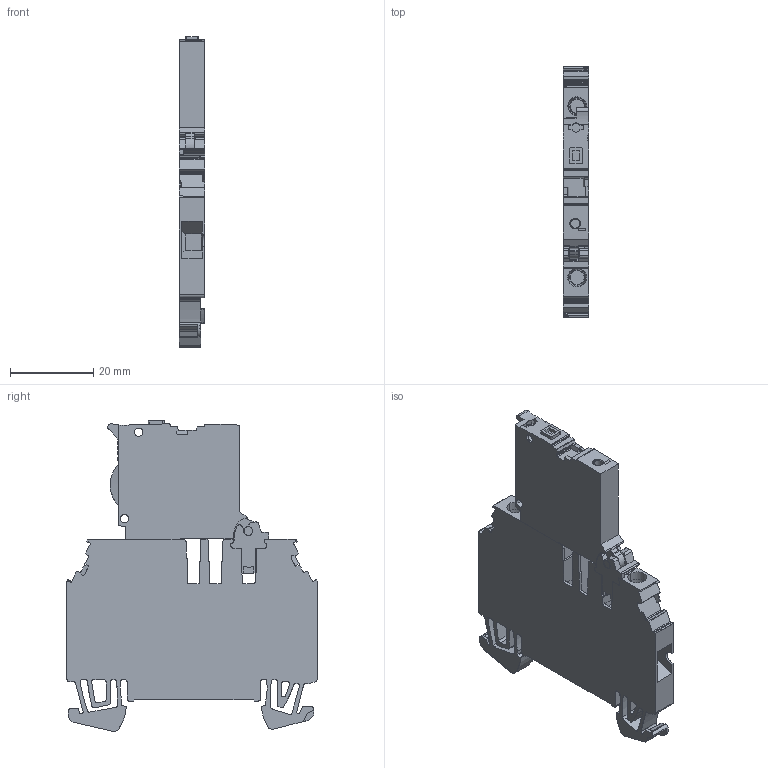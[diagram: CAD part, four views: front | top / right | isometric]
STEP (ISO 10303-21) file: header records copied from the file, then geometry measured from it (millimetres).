
FILE_DESCRIPTION(('CATIA V5 STEP Exchange','CAx-IF Rec.Pracs.--- Model Styling and Organization---1.5--- 2016-08-15','CAx-IF Rec.Pracs.---Supplemental Geometry---1.0---2011-11-01','CAx-IF Rec.Pracs.--- Composite Materials ---1.1---2010-07-15'),'2;1');
FILE_NAME ('1473420-1_1', '2025-09-19T13:09:06+00:00', ('none'), ('Weidmueller'), 'CATIA Version 5-6 Release 2024 SP4', 'CATIA V5 STEP AP214 v3', 'none');
FILE_SCHEMA(('AUTOMOTIVE_DESIGN { 1 0 10303 214 1 1 1 1 }'));
Products named in the file (1): 2892970000
Bounding box: 6.1 x 60 x 74.45 mm (x, y, z)
Volume: 16293 mm3; surface area: 11160.3 mm2
Topology: 3 solids, 6 shells, 1703 faces, 4837 edges, 3166 vertices
Faces by surface type: plane 1016, cylinder 434, extrusion 145, torus 66, cone 19, bspline 15, sphere 8
Entity records: 55741 total; most frequent: CARTESIAN_POINT 13320, ORIENTED_EDGE 9658, DIRECTION 7199, EDGE_CURVE 4829, VECTOR 3706, LINE 3561, VERTEX_POINT 3166, AXIS2_PLACEMENT_3D 2160
